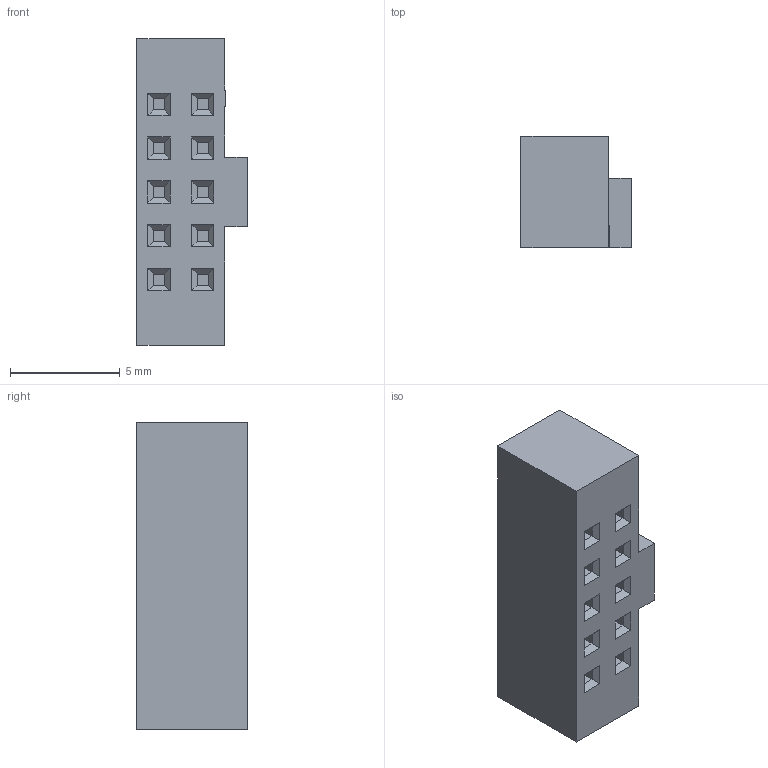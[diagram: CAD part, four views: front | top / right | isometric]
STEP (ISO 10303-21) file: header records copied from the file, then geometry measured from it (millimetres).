
FILE_DESCRIPTION (( 'STEP AP214' ), '1' );
FILE_NAME ('Samtec-$PARTNUMBER.STEP', '2010-08-15T21:31:46', ( 'SysAdmin' ), ( 'SolidWorks' ), 'SwSTEP 2.0', 'SolidWorks 2010', '' );
FILE_SCHEMA (( 'AUTOMOTIVE_DESIGN' ));
Length unit declared in the file: inch
Products named in the file (1): Samtec-$PARTNUMBER
Bounding box: 5.03 x 5.08 x 14 mm (x, y, z)
Volume: 288.5 mm3; surface area: 349.6 mm2
Topology: 1 solids, 1 shells, 153 faces, 353 edges, 222 vertices
Faces by surface type: plane 153
Entity records: 6177 total; most frequent: CARTESIAN_POINT 729, ORIENTED_EDGE 706, DIRECTION 661, LINE 353, VECTOR 353, EDGE_CURVE 353, VERTEX_POINT 222, EDGE_LOOP 173
